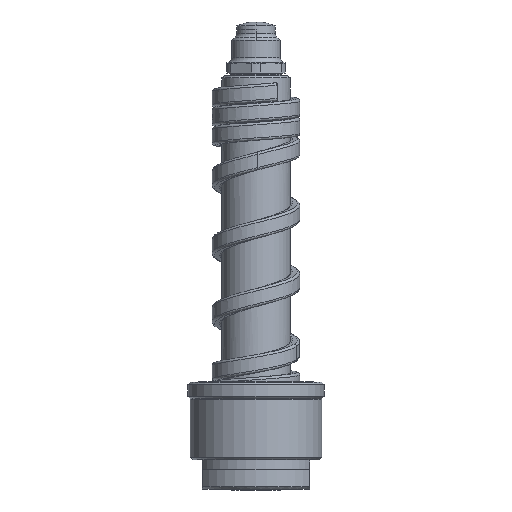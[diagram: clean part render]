
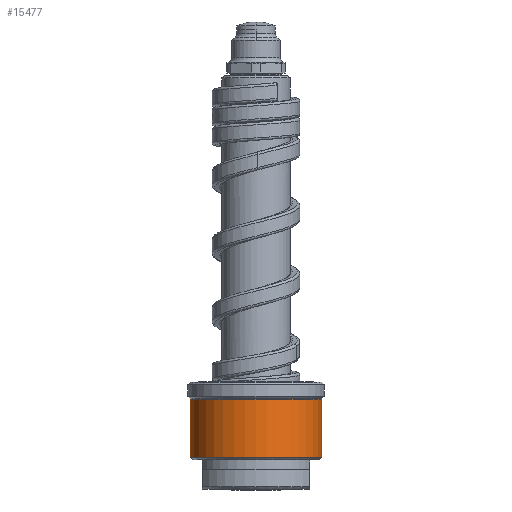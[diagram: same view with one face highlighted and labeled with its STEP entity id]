
A CAD part, front view. The second image highlights one B-rep face of the part: STEP entity #15477.
In plain terms, the highlighted cylindrical face has radius 13.5 mm (diameter 27 mm), a partial arc.
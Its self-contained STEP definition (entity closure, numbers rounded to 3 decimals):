
#4981=CARTESIAN_POINT('',(0.,0.,6.582));
#4982=DIRECTION('',(0.,0.,1.));
#4983=DIRECTION('',(-1.,0.,0.));
#4984=AXIS2_PLACEMENT_3D('',#4981,#4982,#4983);
#4986=DIRECTION('',(0.,0.,-1.));
#4987=VECTOR('',#4986,11.835);
#4988=CARTESIAN_POINT('',(-13.5,0.,18.417));
#4989=LINE('',#4988,#4987);
#4990=CARTESIAN_POINT('',(0.,0.,18.417));
#4991=DIRECTION('',(0.,0.,1.));
#4992=DIRECTION('',(-1.,0.,0.));
#4993=AXIS2_PLACEMENT_3D('',#4990,#4991,#4992);
#4995=DIRECTION('',(0.,0.,-1.));
#4996=VECTOR('',#4995,11.835);
#4997=CARTESIAN_POINT('',(13.5,0.,18.417));
#4998=LINE('',#4997,#4996);
#7087=CARTESIAN_POINT('',(13.5,0.,18.417));
#7088=CARTESIAN_POINT('',(-13.5,0.,18.417));
#7089=VERTEX_POINT('',#7087);
#7090=VERTEX_POINT('',#7088);
#7113=CARTESIAN_POINT('',(13.5,0.,6.582));
#7114=VERTEX_POINT('',#7113);
#7115=CARTESIAN_POINT('',(-13.5,0.,6.582));
#7116=VERTEX_POINT('',#7115);
#15465=CARTESIAN_POINT('',(0.,0.,5.2));
#15466=DIRECTION('',(0.,0.,1.));
#15467=DIRECTION('',(-1.,0.,0.));
#15468=AXIS2_PLACEMENT_3D('',#15465,#15466,#15467);
#15469=CYLINDRICAL_SURFACE('',#15468,13.5);
#15470=ORIENTED_EDGE('',*,*,#15422,.F.);
#15471=ORIENTED_EDGE('',*,*,#15456,.F.);
#15473=ORIENTED_EDGE('',*,*,#15472,.T.);
#15474=ORIENTED_EDGE('',*,*,#15452,.T.);
#15475=EDGE_LOOP('',(#15470,#15471,#15473,#15474));
#15476=FACE_OUTER_BOUND('',#15475,.F.);
#4985=CIRCLE('',#4984,13.5);
#4994=CIRCLE('',#4993,13.5);
#15422=EDGE_CURVE('',#7116,#7114,#4985,.T.);
#15452=EDGE_CURVE('',#7089,#7114,#4998,.T.);
#15456=EDGE_CURVE('',#7090,#7116,#4989,.T.);
#15472=EDGE_CURVE('',#7090,#7089,#4994,.T.);
#15477=ADVANCED_FACE('',(#15476),#15469,.T.);
